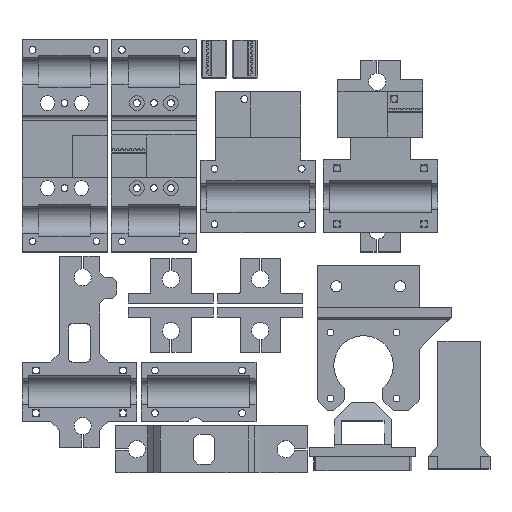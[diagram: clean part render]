
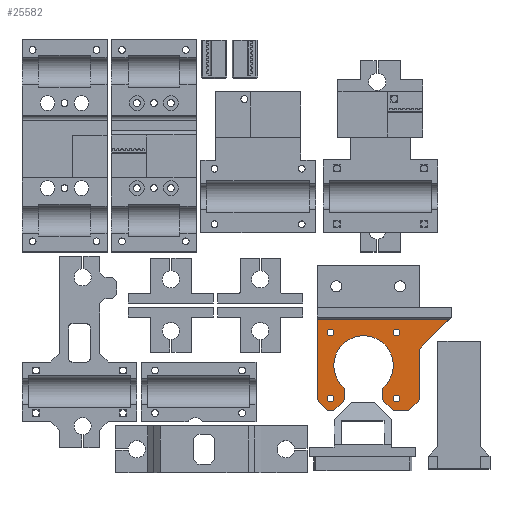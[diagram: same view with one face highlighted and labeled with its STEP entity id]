
A CAD part, top view. The second image highlights one B-rep face of the part: STEP entity #25582.
In plain terms, the highlighted face is planar.
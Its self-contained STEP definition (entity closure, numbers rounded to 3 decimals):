
#697=FACE_BOUND('',#4029,.T.);
#698=FACE_BOUND('',#4030,.T.);
#699=FACE_BOUND('',#4031,.T.);
#700=FACE_BOUND('',#4032,.T.);
#1278=CIRCLE('',#27604,14.);
#1279=CIRCLE('',#27605,1.6);
#1280=CIRCLE('',#27606,1.6);
#1281=CIRCLE('',#27607,1.6);
#1282=CIRCLE('',#27608,1.6);
#2477=FACE_OUTER_BOUND('',#4028,.T.);
#4028=EDGE_LOOP('',(#20896,#20897,#20898,#20899,#20900,#20901,#20902,#20903,
#20904,#20905,#20906,#20907,#20908));
#4029=EDGE_LOOP('',(#20909));
#4030=EDGE_LOOP('',(#20910));
#4031=EDGE_LOOP('',(#20911));
#4032=EDGE_LOOP('',(#20912));
#6438=LINE('',#40514,#9248);
#6442=LINE('',#40525,#9252);
#6446=LINE('',#40533,#9256);
#6451=LINE('',#40544,#9261);
#6453=LINE('',#40548,#9263);
#6456=LINE('',#40554,#9266);
#6457=LINE('',#40556,#9267);
#6458=LINE('',#40558,#9268);
#6459=LINE('',#40560,#9269);
#6460=LINE('',#40562,#9270);
#6461=LINE('',#40565,#9271);
#6462=LINE('',#40566,#9272);
#9248=VECTOR('',#33010,10.);
#9252=VECTOR('',#33020,10.);
#9256=VECTOR('',#33026,10.);
#9261=VECTOR('',#33033,10.);
#9263=VECTOR('',#33037,10.);
#9266=VECTOR('',#33042,10.);
#9267=VECTOR('',#33043,10.);
#9268=VECTOR('',#33044,10.);
#9269=VECTOR('',#33045,10.);
#9270=VECTOR('',#33046,10.);
#9271=VECTOR('',#33049,10.);
#9272=VECTOR('',#33050,10.);
#11756=VERTEX_POINT('',#40508);
#11758=VERTEX_POINT('',#40512);
#11762=VERTEX_POINT('',#40524);
#11765=VERTEX_POINT('',#40532);
#11769=VERTEX_POINT('',#40541);
#11770=VERTEX_POINT('',#40543);
#11771=VERTEX_POINT('',#40547);
#11773=VERTEX_POINT('',#40553);
#11774=VERTEX_POINT('',#40555);
#11775=VERTEX_POINT('',#40557);
#11776=VERTEX_POINT('',#40559);
#11777=VERTEX_POINT('',#40561);
#11778=VERTEX_POINT('',#40564);
#11779=VERTEX_POINT('',#40567);
#11780=VERTEX_POINT('',#40569);
#11781=VERTEX_POINT('',#40571);
#11782=VERTEX_POINT('',#40573);
#14950=EDGE_CURVE('',#11758,#11756,#6438,.T.);
#14955=EDGE_CURVE('',#11756,#11762,#6442,.T.);
#14959=EDGE_CURVE('',#11765,#11762,#6446,.T.);
#14964=EDGE_CURVE('',#11769,#11770,#6451,.T.);
#14966=EDGE_CURVE('',#11770,#11771,#6453,.T.);
#14969=EDGE_CURVE('',#11758,#11773,#6456,.T.);
#14970=EDGE_CURVE('',#11774,#11773,#6457,.T.);
#14971=EDGE_CURVE('',#11774,#11775,#6458,.T.);
#14972=EDGE_CURVE('',#11776,#11775,#6459,.T.);
#14973=EDGE_CURVE('',#11776,#11777,#6460,.T.);
#14974=EDGE_CURVE('',#11777,#11771,#1278,.T.);
#14975=EDGE_CURVE('',#11769,#11778,#6461,.T.);
#14976=EDGE_CURVE('',#11765,#11778,#6462,.T.);
#14977=EDGE_CURVE('',#11779,#11779,#1279,.T.);
#14978=EDGE_CURVE('',#11780,#11780,#1280,.T.);
#14979=EDGE_CURVE('',#11781,#11781,#1281,.T.);
#14980=EDGE_CURVE('',#11782,#11782,#1282,.T.);
#20896=ORIENTED_EDGE('',*,*,#14950,.F.);
#20897=ORIENTED_EDGE('',*,*,#14969,.T.);
#20898=ORIENTED_EDGE('',*,*,#14970,.F.);
#20899=ORIENTED_EDGE('',*,*,#14971,.T.);
#20900=ORIENTED_EDGE('',*,*,#14972,.F.);
#20901=ORIENTED_EDGE('',*,*,#14973,.T.);
#20902=ORIENTED_EDGE('',*,*,#14974,.T.);
#20903=ORIENTED_EDGE('',*,*,#14966,.F.);
#20904=ORIENTED_EDGE('',*,*,#14964,.F.);
#20905=ORIENTED_EDGE('',*,*,#14975,.T.);
#20906=ORIENTED_EDGE('',*,*,#14976,.F.);
#20907=ORIENTED_EDGE('',*,*,#14959,.T.);
#20908=ORIENTED_EDGE('',*,*,#14955,.F.);
#20909=ORIENTED_EDGE('',*,*,#14977,.F.);
#20910=ORIENTED_EDGE('',*,*,#14978,.F.);
#20911=ORIENTED_EDGE('',*,*,#14979,.F.);
#20912=ORIENTED_EDGE('',*,*,#14980,.F.);
#24361=PLANE('',#27603);
#25582=ADVANCED_FACE('',(#2477,#697,#698,#699,#700),#24361,.F.);
#27603=AXIS2_PLACEMENT_3D('',#40552,#33040,#33041);
#27604=AXIS2_PLACEMENT_3D('',#40563,#33047,#33048);
#27605=AXIS2_PLACEMENT_3D('',#40568,#33051,#33052);
#27606=AXIS2_PLACEMENT_3D('',#40570,#33053,#33054);
#27607=AXIS2_PLACEMENT_3D('',#40572,#33055,#33056);
#27608=AXIS2_PLACEMENT_3D('',#40574,#33057,#33058);
#33010=DIRECTION('',(0.,-1.,0.));
#33020=DIRECTION('',(0.,0.707,-0.707));
#33026=DIRECTION('',(0.,0.,1.));
#33033=DIRECTION('',(0.,0.707,0.707));
#33037=DIRECTION('',(0.,0.,1.));
#33040=DIRECTION('center_axis',(1.,0.,0.));
#33041=DIRECTION('ref_axis',(0.,0.,
-1.));
#33042=DIRECTION('',(0.,0.,-1.));
#33043=DIRECTION('',(0.,0.707,0.707));
#33044=DIRECTION('',(0.,-1.,0.));
#33045=DIRECTION('',(0.,0.707,-0.707));
#33046=DIRECTION('',(0.,0.,1.));
#33047=DIRECTION('center_axis',(1.,0.,0.));
#33048=DIRECTION('ref_axis',(0.,0.,
-1.));
#33049=DIRECTION('',(0.,-1.,0.));
#33050=DIRECTION('',(0.,0.707,-0.707));
#33051=DIRECTION('center_axis',(-1.,0.,0.));
#33052=DIRECTION('ref_axis',(0.,0.,
-1.));
#33053=DIRECTION('center_axis',(-1.,0.,0.));
#33054=DIRECTION('ref_axis',(0.,0.,
-1.));
#33055=DIRECTION('center_axis',(-1.,0.,0.));
#33056=DIRECTION('ref_axis',(0.,0.,
-1.));
#33057=DIRECTION('center_axis',(-1.,0.,0.));
#33058=DIRECTION('ref_axis',(0.,0.,
-1.));
#40508=CARTESIAN_POINT('',(-139.958,79.496,53.668));
#40512=CARTESIAN_POINT('',(-139.958,141.496,53.668));
#40514=CARTESIAN_POINT('',(-139.958,94.246,53.668));
#40524=CARTESIAN_POINT('',(-139.958,93.496,39.668));
#40525=CARTESIAN_POINT('',(-139.958,92.548,40.616));
#40532=CARTESIAN_POINT('',(-139.958,93.496,15.75));
#40533=CARTESIAN_POINT('',(-139.958,93.496,10.75));
#40541=CARTESIAN_POINT('',(-139.958,105.664,10.75));
#40543=CARTESIAN_POINT('',(-139.958,110.664,15.75));
#40544=CARTESIAN_POINT('',(-139.958,116.549,21.635));
#40547=CARTESIAN_POINT('',(-139.958,110.664,21.235));
#40548=CARTESIAN_POINT('',(-139.958,110.664,10.75));
#40552=CARTESIAN_POINT('Origin',(-139.958,109.996,44.959));
#40553=CARTESIAN_POINT('',(-139.958,141.496,15.75));
#40554=CARTESIAN_POINT('',(-139.958,141.496,54.668));
#40555=CARTESIAN_POINT('',(-139.958,136.496,10.75));
#40556=CARTESIAN_POINT('',(-139.958,139.673,13.927));
#40557=CARTESIAN_POINT('',(-139.958,133.664,10.75));
#40558=CARTESIAN_POINT('',(-139.958,141.496,10.75));
#40559=CARTESIAN_POINT('',(-139.958,128.664,15.75));
#40560=CARTESIAN_POINT('',(-139.958,117.945,26.469));
#40561=CARTESIAN_POINT('',(-139.958,128.664,21.235));
#40562=CARTESIAN_POINT('',(-139.958,128.664,10.75));
#40563=CARTESIAN_POINT('Origin',(-139.958,119.664,31.959));
#40564=CARTESIAN_POINT('',(-139.958,98.496,10.75));
#40565=CARTESIAN_POINT('',(-139.958,141.496,10.75));
#40566=CARTESIAN_POINT('',(-139.958,91.569,17.677));
#40567=CARTESIAN_POINT('',(-139.958,104.164,18.059));
#40568=CARTESIAN_POINT('Origin',(-139.958,104.164,16.459));
#40569=CARTESIAN_POINT('',(-139.958,104.164,49.059));
#40570=CARTESIAN_POINT('Origin',(-139.958,104.164,47.459));
#40571=CARTESIAN_POINT('',(-139.958,135.164,49.059));
#40572=CARTESIAN_POINT('Origin',(-139.958,135.164,47.459));
#40573=CARTESIAN_POINT('',(-139.958,135.164,18.059));
#40574=CARTESIAN_POINT('Origin',(-139.958,135.164,16.459));
